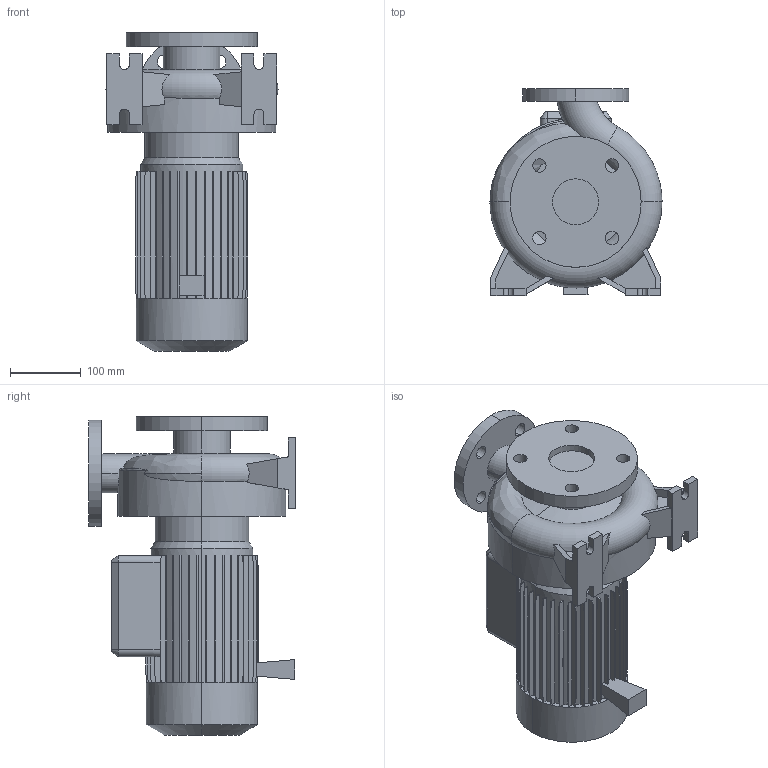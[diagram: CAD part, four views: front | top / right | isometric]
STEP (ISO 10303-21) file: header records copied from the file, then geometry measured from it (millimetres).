
FILE_DESCRIPTION (( 'STEP AP214' ), '1' );
FILE_NAME ('10008452swp02.step', '2022-12-13T10:15:50', ( '' ), ( '' ), 'SwSTEP 2.0', 'SolidWorks 2020', '' );
FILE_SCHEMA (( 'AUTOMOTIVE_DESIGN' ));
Length unit declared in the file: millimetre
Products named in the file (1): 10008452swp02
Bounding box: 243 x 292 x 450 mm (x, y, z)
Volume: 10898831.6 mm3; surface area: 575448.3 mm2
Topology: 1 solids, 1 shells, 390 faces, 1121 edges, 740 vertices
Faces by surface type: plane 317, cylinder 53, cone 11, torus 7, bspline 2
Entity records: 14157 total; most frequent: CARTESIAN_POINT 3839, ORIENTED_EDGE 2242, DIRECTION 2015, EDGE_CURVE 1121, LINE 881, VECTOR 881, VERTEX_POINT 740, AXIS2_PLACEMENT_3D 567
